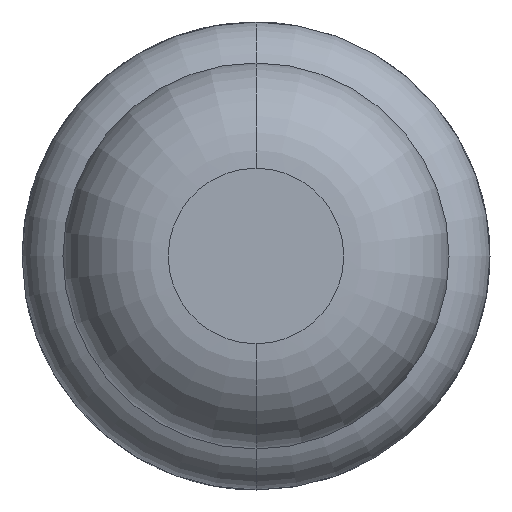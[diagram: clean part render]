
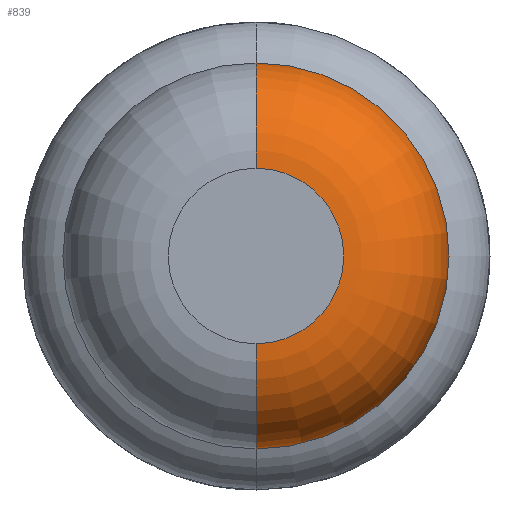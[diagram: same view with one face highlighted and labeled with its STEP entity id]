
A CAD part, front view. The second image highlights one B-rep face of the part: STEP entity #839.
In plain terms, the highlighted toroidal (fillet/blend) face has major radius 0.375 mm and minor radius 0.45 mm.
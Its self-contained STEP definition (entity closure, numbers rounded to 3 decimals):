
#118 = VERTEX_POINT ( 'NONE', #2732 ) ;
#302 = ORIENTED_EDGE ( 'NONE', *, *, #3818, .T. ) ;
#412 = CARTESIAN_POINT ( 'NONE',  ( 0., -29.95, -0.375 ) ) ;
#563 = EDGE_LOOP ( 'NONE', ( #302, #4358, #807, #2640 ) ) ;
#745 = DIRECTION ( 'NONE',  ( 1., 0., 0. ) ) ;
#807 = ORIENTED_EDGE ( 'NONE', *, *, #4112, .F. ) ;
#839 = ADVANCED_FACE ( 'Defeature ausgef�hrt1_6', ( #1029 ), #2632, .T. ) ;
#883 = VERTEX_POINT ( 'NONE', #4429 ) ;
#907 = DIRECTION ( 'NONE',  ( 0., 1., 0. ) ) ;
#1029 = FACE_OUTER_BOUND ( 'NONE', #563, .T. ) ;
#1170 = CARTESIAN_POINT ( 'NONE',  ( 0., -29.95, 0.375 ) ) ;
#1223 = CIRCLE ( 'NONE', #1433, 0.375 ) ;
#1299 = CARTESIAN_POINT ( 'NONE',  ( 0., -29.95, -0.825 ) ) ;
#1433 = AXIS2_PLACEMENT_3D ( 'NONE', #2164, #1446, #2480 ) ;
#1446 = DIRECTION ( 'NONE',  ( 0., 1., 0. ) ) ;
#1730 = AXIS2_PLACEMENT_3D ( 'NONE', #412, #745, #2561 ) ;
#1786 = CIRCLE ( 'NONE', #2717, 0.825 ) ;
#1928 = EDGE_CURVE ( 'NONE', #3346, #4188, #3774, .T. ) ;
#2010 = AXIS2_PLACEMENT_3D ( 'NONE', #2619, #907, #3000 ) ;
#2012 = DIRECTION ( 'NONE',  ( 0., 0., 1. ) ) ;
#2027 = CARTESIAN_POINT ( 'NONE',  ( 0., -29.95, 0. ) ) ;
#2164 = CARTESIAN_POINT ( 'NONE',  ( 0., -30.4, 0. ) ) ;
#2480 = DIRECTION ( 'NONE',  ( 0., 0., 1. ) ) ;
#2561 = DIRECTION ( 'NONE',  ( 0., 0., -1. ) ) ;
#2563 = CARTESIAN_POINT ( 'NONE',  ( 0., -30.4, -0.375 ) ) ;
#2619 = CARTESIAN_POINT ( 'NONE',  ( 0., -29.95, 0. ) ) ;
#2632 = TOROIDAL_SURFACE ( 'NONE', #2010, 0.375, 0.45 ) ;
#2640 = ORIENTED_EDGE ( 'NONE', *, *, #3330, .F. ) ;
#2717 = AXIS2_PLACEMENT_3D ( 'NONE', #2027, #4078, #2012 ) ;
#2732 = CARTESIAN_POINT ( 'NONE',  ( 0., -29.95, 0.825 ) ) ;
#3000 = DIRECTION ( 'NONE',  ( 0., 0., 1. ) ) ;
#3330 = EDGE_CURVE ( 'NONE', #883, #118, #4370, .T. ) ;
#3346 = VERTEX_POINT ( 'NONE', #2563 ) ;
#3774 = CIRCLE ( 'NONE', #1730, 0.45 ) ;
#3818 = EDGE_CURVE ( 'Defeature ausgef�hrt1_6+Defeature ausgef�hrt1_5+Defeature ausgef�hrt1_5+Defeature ausgef�hrt1_5', #883, #3346, #1223, .T. ) ;
#3947 = DIRECTION ( 'NONE',  ( -1., 0., 0. ) ) ;
#3961 = DIRECTION ( 'NONE',  ( 0., 0., 1. ) ) ;
#4078 = DIRECTION ( 'NONE',  ( 0., 1., 0. ) ) ;
#4112 = EDGE_CURVE ( 'Defeature ausgef�hrt1_7+Defeature ausgef�hrt1_6+Defeature ausgef�hrt1_6+Defeature ausgef�hrt1_6', #118, #4188, #1786, .T. ) ;
#4188 = VERTEX_POINT ( 'NONE', #1299 ) ;
#4191 = AXIS2_PLACEMENT_3D ( 'NONE', #1170, #3947, #3961 ) ;
#4358 = ORIENTED_EDGE ( 'NONE', *, *, #1928, .T. ) ;
#4370 = CIRCLE ( 'NONE', #4191, 0.45 ) ;
#4429 = CARTESIAN_POINT ( 'NONE',  ( 0., -30.4, 0.375 ) ) ;
